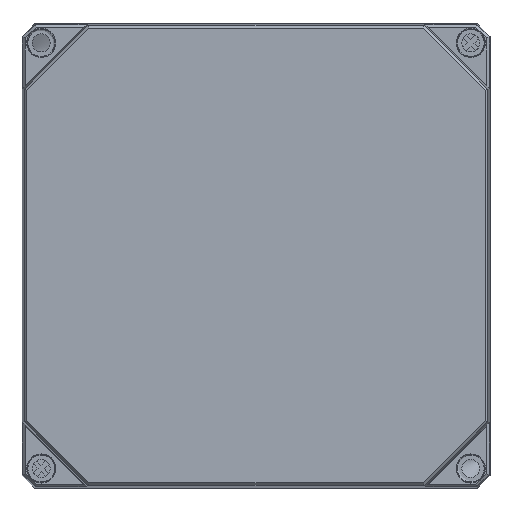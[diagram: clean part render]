
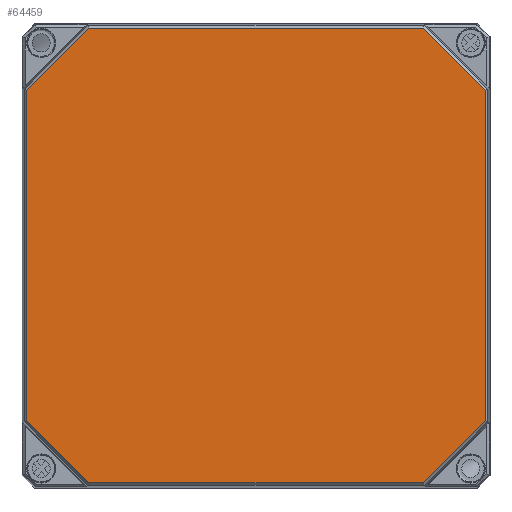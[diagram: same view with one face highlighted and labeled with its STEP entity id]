
A CAD part, top view. The second image highlights one B-rep face of the part: STEP entity #64459.
In plain terms, the highlighted planar face has unit normal (0, 0, 1).
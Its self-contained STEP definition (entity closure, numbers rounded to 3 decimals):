
#502=PLANE('',#68887);
#2610=LINE('',#92199,#7984);
#2613=LINE('',#92204,#7987);
#2616=LINE('',#92209,#7990);
#2618=LINE('',#92213,#7992);
#2621=LINE('',#92218,#7995);
#2623=LINE('',#92222,#7997);
#2626=LINE('',#92227,#8000);
#2628=LINE('',#92230,#8002);
#7984=VECTOR('',#74772,10.);
#7987=VECTOR('',#74777,10.);
#7990=VECTOR('',#74782,10.);
#7992=VECTOR('',#74786,10.);
#7995=VECTOR('',#74791,10.);
#7997=VECTOR('',#74795,10.);
#8000=VECTOR('',#74800,10.);
#8002=VECTOR('',#74804,10.);
#18196=FACE_OUTER_BOUND('',#22029,.T.);
#22029=EDGE_LOOP('',(#46355,#46356,#46357,#46358,#46359,#46360,#46361,#46362));
#28204=VERTEX_POINT('',#92197);
#28205=VERTEX_POINT('',#92198);
#28206=VERTEX_POINT('',#92203);
#28207=VERTEX_POINT('',#92208);
#28208=VERTEX_POINT('',#92212);
#28209=VERTEX_POINT('',#92217);
#28210=VERTEX_POINT('',#92221);
#28211=VERTEX_POINT('',#92226);
#35175=EDGE_CURVE('',#28204,#28205,#2610,.T.);
#35178=EDGE_CURVE('',#28205,#28206,#2613,.T.);
#35181=EDGE_CURVE('',#28206,#28207,#2616,.T.);
#35183=EDGE_CURVE('',#28207,#28208,#2618,.T.);
#35186=EDGE_CURVE('',#28208,#28209,#2621,.T.);
#35188=EDGE_CURVE('',#28209,#28210,#2623,.T.);
#35191=EDGE_CURVE('',#28210,#28211,#2626,.T.);
#35193=EDGE_CURVE('',#28211,#28204,#2628,.T.);
#46355=ORIENTED_EDGE('',*,*,#35175,.F.);
#46356=ORIENTED_EDGE('',*,*,#35193,.F.);
#46357=ORIENTED_EDGE('',*,*,#35191,.F.);
#46358=ORIENTED_EDGE('',*,*,#35188,.F.);
#46359=ORIENTED_EDGE('',*,*,#35186,.F.);
#46360=ORIENTED_EDGE('',*,*,#35183,.F.);
#46361=ORIENTED_EDGE('',*,*,#35181,.F.);
#46362=ORIENTED_EDGE('',*,*,#35178,.F.);
#64459=ADVANCED_FACE('',(#18196),#502,.T.);
#68887=AXIS2_PLACEMENT_3D('',#92252,#74820,#74821);
#74772=DIRECTION('',(0.707,-0.707,0.));
#74777=DIRECTION('',(0.,-1.,0.));
#74782=DIRECTION('',(-0.707,-0.707,0.));
#74786=DIRECTION('',(-1.,0.,0.));
#74791=DIRECTION('',(-0.707,0.707,0.));
#74795=DIRECTION('',(0.,1.,0.));
#74800=DIRECTION('',(0.707,0.707,0.));
#74804=DIRECTION('',(1.,0.,0.));
#74820=DIRECTION('center_axis',(0.,0.,1.));
#74821=DIRECTION('ref_axis',(1.,0.,0.));
#92197=CARTESIAN_POINT('',(65.044,88.438,93.));
#92198=CARTESIAN_POINT('',(89.188,64.294,93.));
#92199=CARTESIAN_POINT('',(70.677,82.805,93.));
#92203=CARTESIAN_POINT('',(89.188,-64.294,93.));
#92204=CARTESIAN_POINT('',(89.188,42.625,93.));
#92208=CARTESIAN_POINT('',(65.044,-88.438,93.));
#92209=CARTESIAN_POINT('',(83.18,-70.302,93.));
#92212=CARTESIAN_POINT('',(-65.044,-88.438,93.));
#92213=CARTESIAN_POINT('',(43.,-88.438,93.));
#92217=CARTESIAN_POINT('',(-89.188,-64.294,93.));
#92218=CARTESIAN_POINT('',(-70.677,-82.805,93.));
#92221=CARTESIAN_POINT('',(-89.188,64.294,93.));
#92222=CARTESIAN_POINT('',(-89.188,-42.625,93.));
#92226=CARTESIAN_POINT('',(-65.044,88.438,93.));
#92227=CARTESIAN_POINT('',(-83.18,70.302,93.));
#92230=CARTESIAN_POINT('',(-43.,88.438,93.));
#92252=CARTESIAN_POINT('Origin',(0.,0.,
93.));
